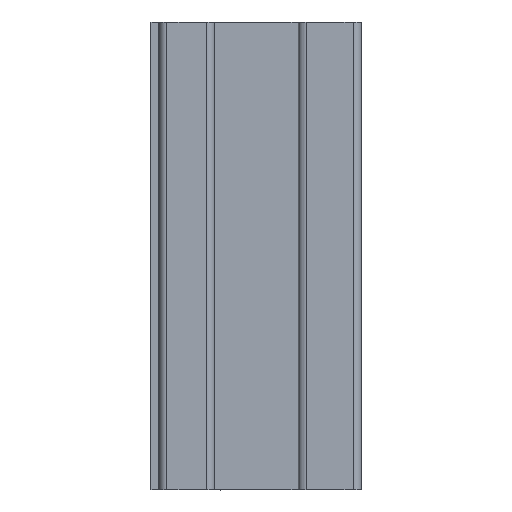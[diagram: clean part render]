
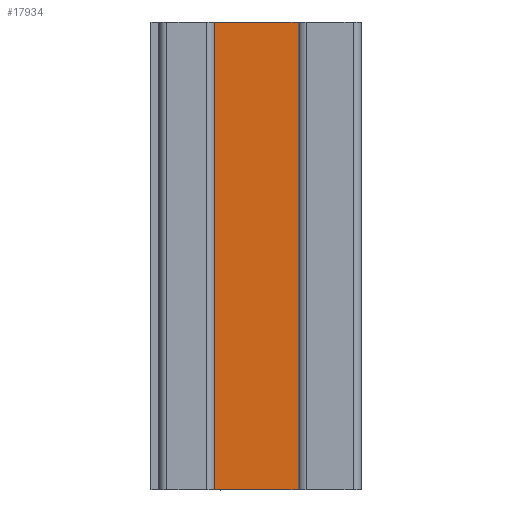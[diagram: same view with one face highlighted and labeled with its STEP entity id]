
A CAD part, left-side view. The second image highlights one B-rep face of the part: STEP entity #17934.
In plain terms, the highlighted planar face has unit normal (-1, 0, 0).
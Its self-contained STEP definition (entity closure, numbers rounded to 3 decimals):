
#282 = VECTOR ( 'NONE', #13682, 1000. ) ;
#283 = LINE ( 'NONE', #13683, #282 ) ;
#284 = VECTOR ( 'NONE', #13684, 1000. ) ;
#286 = LINE ( 'NONE', #13685, #284 ) ;
#403 = EDGE_LOOP ( 'NONE', ( #23860, #1292, #1291, #1290 ) ) ;
#690 = VECTOR ( 'NONE', #21397, 1000. ) ;
#691 = LINE ( 'NONE', #21333, #690 ) ;
#943 = AXIS2_PLACEMENT_3D ( 'NONE', #6472, #6473, #6474 ) ;
#1290 = ORIENTED_EDGE ( 'NONE', *, *, #10137, .T. ) ;
#1291 = ORIENTED_EDGE ( 'NONE', *, *, #12245, .F. ) ;
#1292 = ORIENTED_EDGE ( 'NONE', *, *, #10138, .F. ) ;
#6471 = PLANE ( 'NONE',  #943 ) ;
#6472 = CARTESIAN_POINT ( 'NONE',  ( -28.5, 5.45, 59. ) ) ;
#6473 = DIRECTION ( 'NONE',  ( 1., 0., 0. ) ) ;
#6474 = DIRECTION ( 'NONE',  ( 0., 0., -1. ) ) ;
#9533 = VECTOR ( 'NONE', #11591, 1000. ) ;
#9534 = LINE ( 'NONE', #11593, #9533 ) ;
#9899 = EDGE_CURVE ( 'NONE', #17556, #17740, #691, .T. ) ;
#10137 = EDGE_CURVE ( 'NONE', #17530, #17556, #286, .T. ) ;
#10138 = EDGE_CURVE ( 'NONE', #17747, #17740, #283, .T. ) ;
#10620 = CARTESIAN_POINT ( 'NONE',  ( -28.5, -5.55, 59. ) ) ;
#10627 = CARTESIAN_POINT ( 'NONE',  ( -28.5, -5.55, 0. ) ) ;
#10812 = CARTESIAN_POINT ( 'NONE',  ( -28.5, 5.45, 0. ) ) ;
#10838 = CARTESIAN_POINT ( 'NONE',  ( -28.5, 5.45, 59. ) ) ;
#11055 = FACE_OUTER_BOUND ( 'NONE', #403, .T. ) ;
#11591 = DIRECTION ( 'NONE',  ( 0., -1., 0. ) ) ;
#11593 = CARTESIAN_POINT ( 'NONE',  ( -28.5, 5.45, 59. ) ) ;
#12245 = EDGE_CURVE ( 'NONE', #17530, #17747, #9534, .T. ) ;
#13682 = DIRECTION ( 'NONE',  ( 0., 0., -1. ) ) ;
#13683 = CARTESIAN_POINT ( 'NONE',  ( -28.5, -5.55, 59. ) ) ;
#13684 = DIRECTION ( 'NONE',  ( 0., 0., -1. ) ) ;
#13685 = CARTESIAN_POINT ( 'NONE',  ( -28.5, 5.45, 59. ) ) ;
#17530 = VERTEX_POINT ( 'NONE', #10838 ) ;
#17556 = VERTEX_POINT ( 'NONE', #10812 ) ;
#17740 = VERTEX_POINT ( 'NONE', #10627 ) ;
#17747 = VERTEX_POINT ( 'NONE', #10620 ) ;
#17934 = ADVANCED_FACE ( 'NONE', ( #11055 ), #6471, .F. ) ;
#21333 = CARTESIAN_POINT ( 'NONE',  ( -28.5, 5.45, 0. ) ) ;
#21397 = DIRECTION ( 'NONE',  ( 0., -1., 0. ) ) ;
#23860 = ORIENTED_EDGE ( 'NONE', *, *, #9899, .T. ) ;
